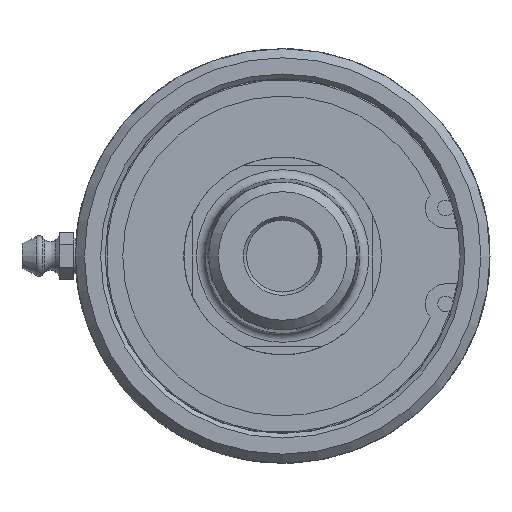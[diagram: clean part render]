
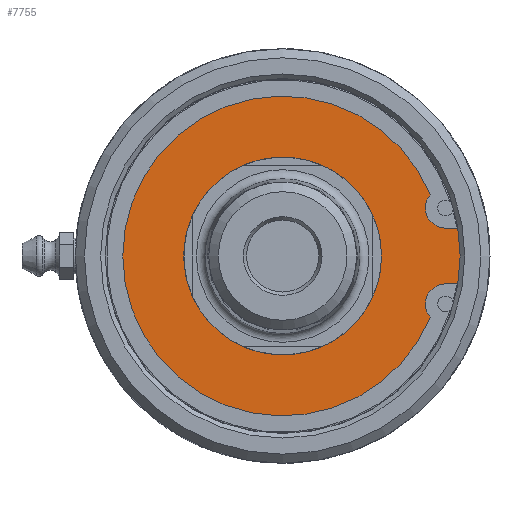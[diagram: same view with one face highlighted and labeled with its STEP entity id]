
A CAD part, left-side view. The second image highlights one B-rep face of the part: STEP entity #7755.
In plain terms, the highlighted planar face has unit normal (-1, 0, 0).
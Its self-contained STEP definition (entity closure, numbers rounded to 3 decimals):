
#782=LINE('',#12685,#1219);
#783=LINE('',#12693,#1220);
#1219=VECTOR('',#9233,10.);
#1220=VECTOR('',#9240,10.);
#1839=FACE_BOUND('',#2429,.T.);
#1968=FACE_OUTER_BOUND('',#2428,.T.);
#2428=EDGE_LOOP('',(#5599,#5600,#5601,#5602,#5603,#5604));
#2429=EDGE_LOOP('',(#5605,#5606));
#2895=CIRCLE('',#8267,17.4);
#2896=CIRCLE('',#8268,17.4);
#2934=CIRCLE('',#8335,3.556);
#2935=CIRCLE('',#8336,28.142);
#2936=CIRCLE('',#8337,3.556);
#2937=CIRCLE('',#8338,33.45);
#3256=VERTEX_POINT('',#12495);
#3257=VERTEX_POINT('',#12496);
#3306=VERTEX_POINT('',#12683);
#3307=VERTEX_POINT('',#12684);
#3308=VERTEX_POINT('',#12686);
#3309=VERTEX_POINT('',#12688);
#3310=VERTEX_POINT('',#12690);
#3311=VERTEX_POINT('',#12692);
#4107=EDGE_CURVE('',#3256,#3257,#2895,.T.);
#4108=EDGE_CURVE('',#3257,#3256,#2896,.T.);
#4184=EDGE_CURVE('',#3306,#3307,#782,.T.);
#4185=EDGE_CURVE('',#3307,#3308,#2934,.T.);
#4186=EDGE_CURVE('',#3308,#3309,#2935,.T.);
#4187=EDGE_CURVE('',#3309,#3310,#2936,.T.);
#4188=EDGE_CURVE('',#3310,#3311,#783,.T.);
#4189=EDGE_CURVE('',#3311,#3306,#2937,.T.);
#5599=ORIENTED_EDGE('',*,*,#4184,.T.);
#5600=ORIENTED_EDGE('',*,*,#4185,.T.);
#5601=ORIENTED_EDGE('',*,*,#4186,.T.);
#5602=ORIENTED_EDGE('',*,*,#4187,.T.);
#5603=ORIENTED_EDGE('',*,*,#4188,.T.);
#5604=ORIENTED_EDGE('',*,*,#4189,.T.);
#5605=ORIENTED_EDGE('',*,*,#4107,.T.);
#5606=ORIENTED_EDGE('',*,*,#4108,.T.);
#7552=PLANE('',#8334);
#7755=ADVANCED_FACE('',(#1968,#1839),#7552,.F.);
#8267=AXIS2_PLACEMENT_3D('',#12497,#9075,#9076);
#8268=AXIS2_PLACEMENT_3D('',#12498,#9077,#9078);
#8334=AXIS2_PLACEMENT_3D('',#12682,#9231,#9232);
#8335=AXIS2_PLACEMENT_3D('',#12687,#9234,#9235);
#8336=AXIS2_PLACEMENT_3D('',#12689,#9236,#9237);
#8337=AXIS2_PLACEMENT_3D('',#12691,#9238,#9239);
#8338=AXIS2_PLACEMENT_3D('',#12694,#9241,#9242);
#9075=DIRECTION('center_axis',(1.,0.,0.));
#9076=DIRECTION('ref_axis',(0.,1.,0.));
#9077=DIRECTION('center_axis',(1.,0.,0.));
#9078=DIRECTION('ref_axis',(0.,1.,0.));
#9231=DIRECTION('center_axis',(1.,0.,0.));
#9232=DIRECTION('ref_axis',(0.,0.,-1.));
#9233=DIRECTION('',(0.,1.,0.));
#9234=DIRECTION('center_axis',(1.,0.,0.));
#9235=DIRECTION('ref_axis',(0.,0.754,0.657));
#9236=DIRECTION('center_axis',(-1.,0.,0.));
#9237=DIRECTION('ref_axis',(0.,0.924,-0.384));
#9238=DIRECTION('center_axis',(1.,0.,0.));
#9239=DIRECTION('ref_axis',(0.,0.,1.));
#9240=DIRECTION('',(0.,-1.,0.));
#9241=DIRECTION('center_axis',(-1.,0.,0.));
#9242=DIRECTION('ref_axis',(0.,1.,0.));
#12495=CARTESIAN_POINT('',(4.775,17.4,0.));
#12496=CARTESIAN_POINT('',(4.775,-17.4,0.));
#12497=CARTESIAN_POINT('Origin',(4.775,0.,0.));
#12498=CARTESIAN_POINT('Origin',(4.775,0.,0.));
#12682=CARTESIAN_POINT('Origin',(4.775,24.275,0.));
#12683=CARTESIAN_POINT('',(4.775,-33.089,4.902));
#12684=CARTESIAN_POINT('',(4.775,-28.672,4.902));
#12685=CARTESIAN_POINT('',(4.775,-2.199,4.902));
#12686=CARTESIAN_POINT('',(4.775,-25.99,10.793));
#12687=CARTESIAN_POINT('Origin',(4.775,-28.672,8.458));
#12688=CARTESIAN_POINT('',(4.775,-25.99,-10.793));
#12689=CARTESIAN_POINT('Origin',(4.775,0.,0.));
#12690=CARTESIAN_POINT('',(4.775,-28.672,-4.902));
#12691=CARTESIAN_POINT('Origin',(4.775,-28.672,-8.458));
#12692=CARTESIAN_POINT('',(4.775,-33.089,-4.902));
#12693=CARTESIAN_POINT('',(4.775,-4.407,-4.902));
#12694=CARTESIAN_POINT('Origin',(4.775,0.,0.));
